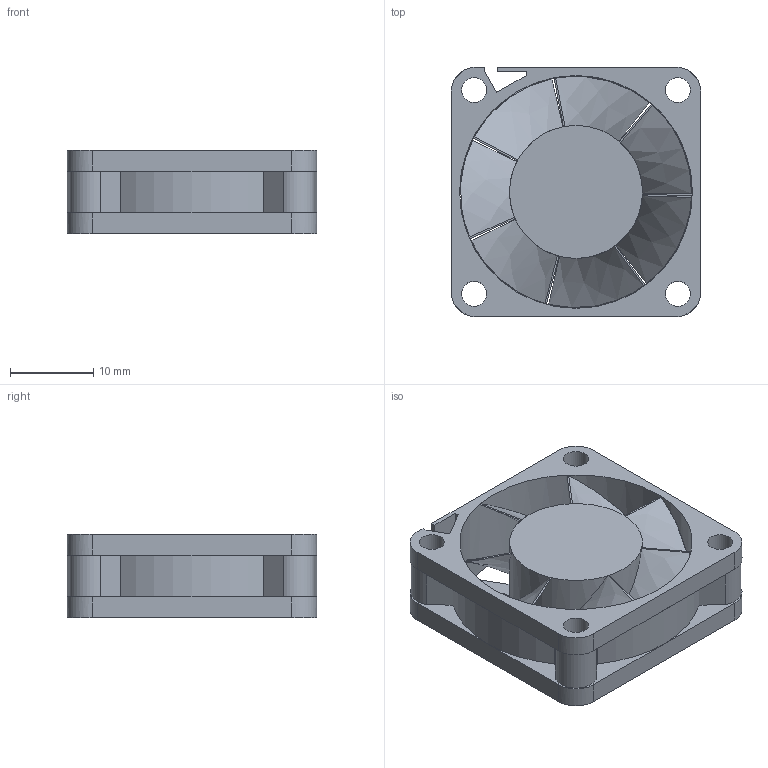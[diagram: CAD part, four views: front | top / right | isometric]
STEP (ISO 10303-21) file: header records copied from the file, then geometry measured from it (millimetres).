
FILE_DESCRIPTION(('FreeCAD Model'),'2;1');
FILE_NAME('fan_30mm.step', '2018-12-09T21:30:31',('Felix Morgner'),(''), 'Open CASCADE STEP processor 6.9','FreeCAD','Unknown');
FILE_SCHEMA(('AUTOMOTIVE_DESIGN { 1 0 10303 214 1 1 1 1 }'));
Length unit declared in the file: millimetre
Products named in the file (1): 30mm_Axial_Fan
Bounding box: 30 x 30 x 10 mm (x, y, z)
Volume: 4029.7 mm3; surface area: 5635.6 mm2
Topology: 2 solids, 2 shells, 115 faces, 363 edges, 250 vertices
Faces by surface type: plane 57, cylinder 37, bspline 21
Full cylindrical faces by diameter (mm): 3 x4, 16 x1, 28 x1
Entity records: 10540 total; most frequent: CARTESIAN_POINT 3713, DIRECTION 1210, ORIENTED_EDGE 726, PCURVE 726, DEFINITIONAL_REPRESENTATION 726, LINE 714, VECTOR 714, EDGE_CURVE 363
